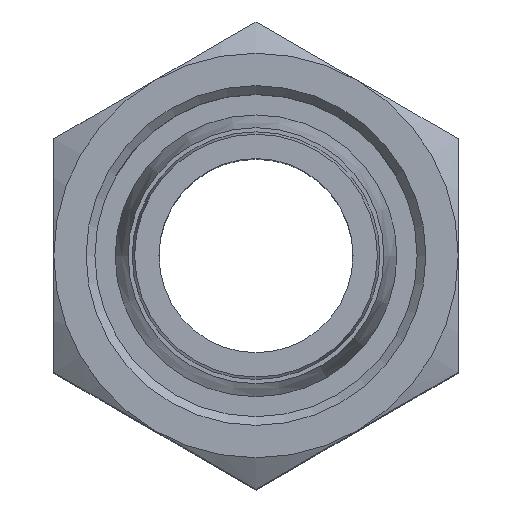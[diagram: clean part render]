
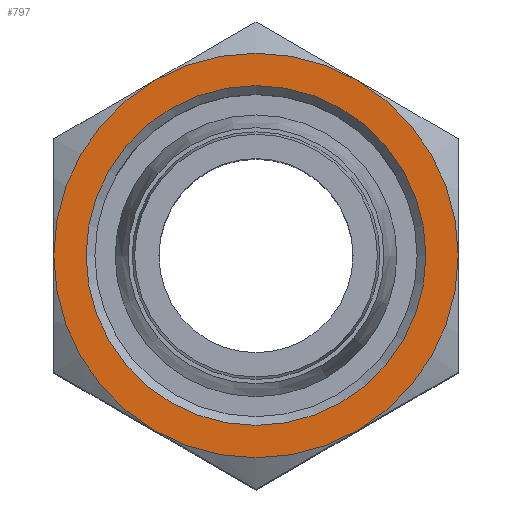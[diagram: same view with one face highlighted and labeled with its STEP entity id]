
A CAD part, top view. The second image highlights one B-rep face of the part: STEP entity #797.
In plain terms, the highlighted planar face has unit normal (0, 0, 1).
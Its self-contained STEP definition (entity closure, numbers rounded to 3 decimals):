
#50=PLANE('',#895);
#86=CIRCLE('',#874,25.);
#87=CIRCLE('',#876,25.);
#88=CIRCLE('',#878,25.);
#89=CIRCLE('',#880,25.);
#90=CIRCLE('',#882,25.);
#96=CIRCLE('',#894,25.);
#97=CIRCLE('',#896,21.);
#191=ORIENTED_EDGE('',*,*,#407,.T.);
#192=ORIENTED_EDGE('',*,*,#405,.F.);
#193=ORIENTED_EDGE('',*,*,#378,.F.);
#194=ORIENTED_EDGE('',*,*,#376,.F.);
#195=ORIENTED_EDGE('',*,*,#387,.F.);
#196=ORIENTED_EDGE('',*,*,#384,.F.);
#197=ORIENTED_EDGE('',*,*,#381,.F.);
#376=EDGE_CURVE('',#472,#471,#86,.T.);
#378=EDGE_CURVE('',#471,#474,#87,.T.);
#381=EDGE_CURVE('',#475,#477,#88,.T.);
#384=EDGE_CURVE('',#477,#479,#89,.T.);
#387=EDGE_CURVE('',#479,#472,#90,.T.);
#405=EDGE_CURVE('',#474,#475,#96,.T.);
#407=EDGE_CURVE('',#493,#493,#97,.T.);
#471=VERTEX_POINT('',#1352);
#472=VERTEX_POINT('',#1358);
#474=VERTEX_POINT('',#1367);
#475=VERTEX_POINT('',#1378);
#477=VERTEX_POINT('',#1381);
#479=VERTEX_POINT('',#1393);
#493=VERTEX_POINT('',#1488);
#589=EDGE_LOOP('',(#191));
#590=EDGE_LOOP('',(#192,#193,#194,#195,#196,#197));
#677=FACE_BOUND('',#589,.T.);
#678=FACE_BOUND('',#590,.T.);
#797=ADVANCED_FACE('',(#677,#678),#50,.T.);
#874=AXIS2_PLACEMENT_3D('',#1359,#1011,#1012);
#876=AXIS2_PLACEMENT_3D('',#1366,#1015,#1016);
#878=AXIS2_PLACEMENT_3D('',#1380,#1019,#1020);
#880=AXIS2_PLACEMENT_3D('',#1392,#1023,#1024);
#882=AXIS2_PLACEMENT_3D('',#1405,#1027,#1028);
#894=AXIS2_PLACEMENT_3D('',#1481,#1051,#1052);
#895=AXIS2_PLACEMENT_3D('',#1486,#1053,#1054);
#896=AXIS2_PLACEMENT_3D('',#1487,#1055,#1056);
#1011=DIRECTION('',(0.,0.,-1.));
#1012=DIRECTION('',(-1.,0.,0.));
#1015=DIRECTION('',(0.,0.,-1.));
#1016=DIRECTION('',(-1.,0.,0.));
#1019=DIRECTION('',(0.,0.,-1.));
#1020=DIRECTION('',(-1.,0.,0.));
#1023=DIRECTION('',(0.,0.,-1.));
#1024=DIRECTION('',(-1.,0.,0.));
#1027=DIRECTION('',(0.,0.,-1.));
#1028=DIRECTION('',(-1.,0.,0.));
#1051=DIRECTION('',(0.,0.,-1.));
#1052=DIRECTION('',(-1.,0.,0.));
#1053=DIRECTION('',(0.,0.,1.));
#1054=DIRECTION('',(1.,0.,0.));
#1055=DIRECTION('',(0.,0.,-1.));
#1056=DIRECTION('',(-1.,0.,0.));
#1352=CARTESIAN_POINT('',(-25.,0.,2.5));
#1358=CARTESIAN_POINT('',(-12.5,-21.651,2.5));
#1359=CARTESIAN_POINT('',(0.,0.,2.5));
#1366=CARTESIAN_POINT('',(0.,0.,2.5));
#1367=CARTESIAN_POINT('',(-12.5,21.651,2.5));
#1378=CARTESIAN_POINT('',(12.5,21.651,2.5));
#1380=CARTESIAN_POINT('',(0.,0.,2.5));
#1381=CARTESIAN_POINT('',(25.,0.,2.5));
#1392=CARTESIAN_POINT('',(0.,0.,2.5));
#1393=CARTESIAN_POINT('',(12.5,-21.651,2.5));
#1405=CARTESIAN_POINT('',(0.,0.,2.5));
#1481=CARTESIAN_POINT('',(0.,0.,2.5));
#1486=CARTESIAN_POINT('',(0.,25.,2.5));
#1487=CARTESIAN_POINT('',(0.,0.,2.5));
#1488=CARTESIAN_POINT('',(-21.,0.,2.5));
